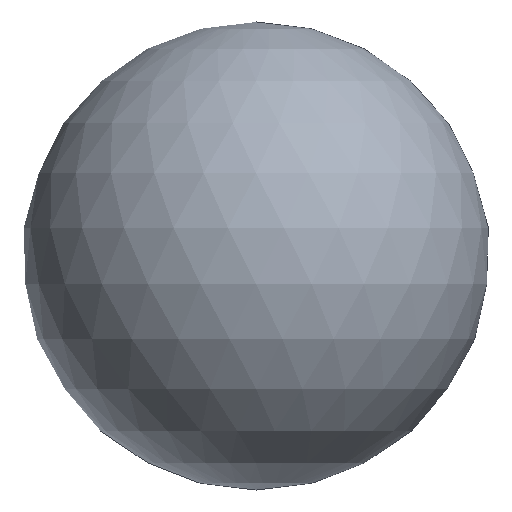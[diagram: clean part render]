
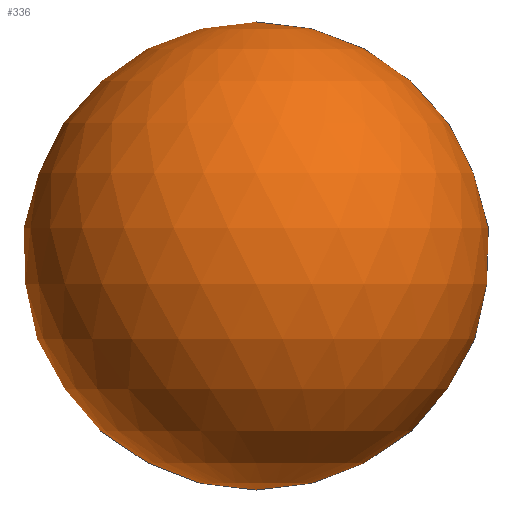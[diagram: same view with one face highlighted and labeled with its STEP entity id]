
A CAD part, left-side view. The second image highlights one B-rep face of the part: STEP entity #336.
In plain terms, the highlighted spherical face has radius 500 mm.
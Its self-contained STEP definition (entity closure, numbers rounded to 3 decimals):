
#323=CARTESIAN_POINT('',(0.,0.,0.));
#324=DIRECTION('',(0.,0.,1.));
#325=DIRECTION('',(1.,0.,0.));
#326=AXIS2_PLACEMENT_3D('',#323,#324,#325);
#327=SPHERICAL_SURFACE('',#326,500.);
#328=CARTESIAN_POINT('',(0,0.,-500.));
#329=VERTEX_POINT('',#328);
#330=VERTEX_LOOP('',#329);
#331=CARTESIAN_POINT('',(0,0.,500.));
#332=VERTEX_POINT('',#331);
#333=VERTEX_LOOP('',#332);
#334=FACE_BOUND('',#330,.T.);
#335=FACE_BOUND('',#333,.T.);
#336=ADVANCED_FACE('',(#334,#335),#327,.T.);
